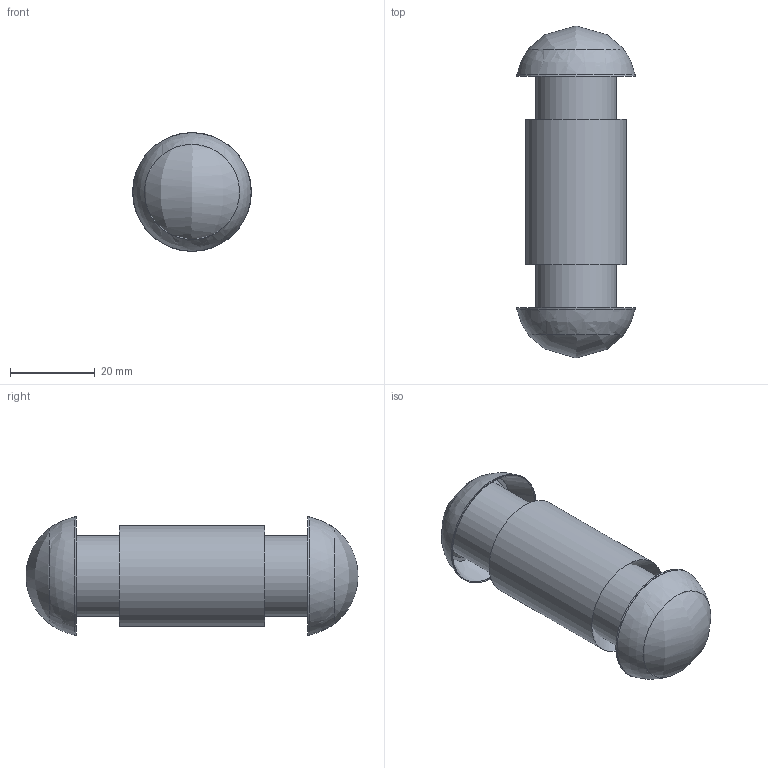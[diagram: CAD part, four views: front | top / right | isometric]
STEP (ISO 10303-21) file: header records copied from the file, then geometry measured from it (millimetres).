
FILE_DESCRIPTION (( 'STEP AP214' ), '1' );
FILE_NAME ('SLM-3-50.STEP', '2023-03-09T11:42:59', ( '' ), ( '' ), 'SwSTEP 2.0', 'SolidWorks 2021', '' );
FILE_SCHEMA (( 'AUTOMOTIVE_DESIGN' ));
Length unit declared in the file: inch
Products named in the file (1): SLM-3-50
Bounding box: 28.11 x 78.5 x 28.11 mm (x, y, z)
Volume: 33799.4 mm3; surface area: 11238.8 mm2
Topology: 2 solids, 2 shells, 14 faces, 19 edges, 13 vertices
Faces by surface type: bspline 8, cylinder 2, cone 2, plane 2
Full cylindrical faces by diameter (mm): 19.05 x1, 23.812 x1
Entity records: 576 total; most frequent: CARTESIAN_POINT 355, DIRECTION 34, ORIENTED_EDGE 24, EDGE_LOOP 24, AXIS2_PLACEMENT_3D 17, FACE_OUTER_BOUND 14, VERTEX_POINT 12, EDGE_CURVE 12
